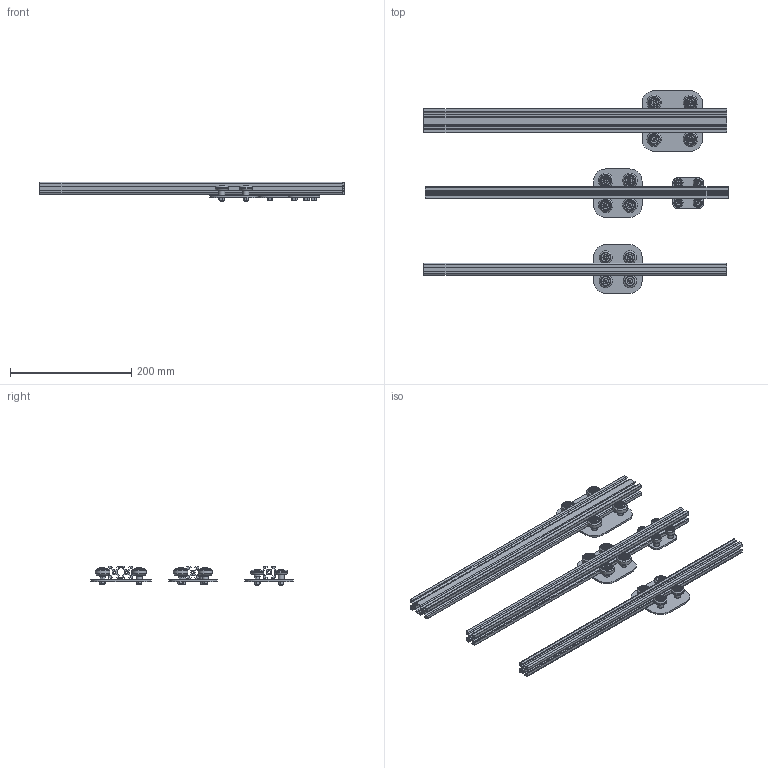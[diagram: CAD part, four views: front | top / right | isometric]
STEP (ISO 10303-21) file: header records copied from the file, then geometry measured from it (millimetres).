
FILE_DESCRIPTION(/* description */ (''),/* implementation_level */ '2;1');
FILE_NAME(/* name */ 'Gantry Assembly v6.step',/* time_stamp */ '2020-10-14T00:29:53+07:00',/* author */ (''),/* organization */ (''),/* preprocessor_version */ 'ST-DEVELOPER v18.1',/* originating_system */ 'Autodesk Translation Framework v9.3.0.1241',/* authorisation */ '');
FILE_SCHEMA (('AUTOMOTIVE_DESIGN { 1 0 10303 214 3 1 1 }'));
Length unit declared in the file: millimetre
Products named in the file (56): Gantry Assembly; VSlot 2020 Gantry; Delrin Mini V Wheel_Straight 25mm (1) (1); Openbuilds POM B Type (1); Delrin Mini V Wheel_Straight 25mm (1) (1)_1; Openbuilds POM B Type (1)_1; Delrin Mini V Wheel_Eccentric 25mm; Openbuilds POM B Type (1)_2; Delrin Mini V Wheel_Eccentric 25mm_1; Openbuilds POM B Type (1)_3; VSlot 2040 Gantry; Delrin Mini V Wheel_Straight 25mm (1) (1)_2; Openbuilds POM B Type (1)_4; Delrin Mini V Wheel_Eccentric 25mm_2; Openbuilds POM B Type (1)_5; Delrin Mini V Wheel_Straight 25mm (1) (1)_3; Openbuilds POM B Type (1)_6; Delrin Mini V Wheel_Eccentric 25mm_3; Openbuilds POM B Type (1)_7; Solid V Wheel (1) (1); Ball Bearing 5 x 16 x 5 (2) (1); Precision Shim 10 x 5 x 1 (1) (1); Ball Bearing 5 x 16 x 5 (1) (1) (1); VSlot 2020 Gantry With Wheel A; Delrin Mini V Wheel_Straight 25mm A; Openbuilds POM A Type; Delrin Mini V Wheel_Straight 25mm A_1; Aluminum Spacer 6mm (1) (1) (1); Openbuilds POM A Type_1; Delrin Mini V Wheel_Eccentric 25mm A; Openbuilds POM A Type_2; Delrin Mini V Wheel_Eccentric 25mm A_1; Openbuilds POM A Type_3; Delrin Mini V Wheel (1); Ball Bearing 5 x 10 x 4.2; Ball Bearing 5 x 10 x 4.2 (2); Precision Shim 8 x 5 x 1; VSlot 2020 500mm; VSlot 2040; Profile 2020 ...
Assembly tree (157 placements, depth 5):
  Gantry Assembly
    VSlot 2020 Gantry
      Delrin Mini V Wheel_Straight 25mm (1) (1)
        Nylon Insert Lock Nut M5 (1) (1)
        Aluminum Spacer 6mm (1) (1) (1)
        Precision Shim 8 x 5 x 1 (1) (1)
        Openbuilds POM B Type (1)
          Solid V Wheel (1) (1)
          Ball Bearing 5 x 16 x 5 (2) (1)
          Precision Shim 10 x 5 x 1 (1) (1)
          Ball Bearing 5 x 16 x 5 (1) (1) (1)
        Low profile screw M5 (1) (1) (1)
      Delrin Mini V Wheel_Straight 25mm (1) (1)_1
        Nylon Insert Lock Nut M5 (1) (1)
        Aluminum Spacer 6mm (1) (1) (1)
        Precision Shim 8 x 5 x 1 (1) (1)
        Openbuilds POM B Type (1)_1
          Solid V Wheel (1) (1)
          Ball Bearing 5 x 16 x 5 (2) (1)
          Precision Shim 10 x 5 x 1 (1) (1)
          Ball Bearing 5 x 16 x 5 (1) (1) (1)
        Low profile screw M5 (1) (1) (1)
      Delrin Mini V Wheel_Eccentric 25mm
        Mini Eccentric Spacer 6mm
        Nylon Insert Lock Nut M5 (1) (1)
        Openbuilds POM B Type (1)_2
          Solid V Wheel (1) (1)
          Ball Bearing 5 x 16 x 5 (2) (1)
          Precision Shim 10 x 5 x 1 (1) (1)
          Ball Bearing 5 x 16 x 5 (1) (1) (1)
        Precision Shim 8 x 5 x 1 (1) (1)
        Low profile screw M5 (1) (1) (1)
      Delrin Mini V Wheel_Eccentric 25mm_1
        Mini Eccentric Spacer 6mm
        Nylon Insert Lock Nut M5 (1) (1)
        Openbuilds POM B Type (1)_3
          Solid V Wheel (1) (1)
          Ball Bearing 5 x 16 x 5 (2) (1)
          Precision Shim 10 x 5 x 1 (1) (1)
          Ball Bearing 5 x 16 x 5 (1) (1) (1)
        Precision Shim 8 x 5 x 1 (1) (1)
        Low profile screw M5 (1) (1) (1)
    VSlot 2040 Gantry
      Delrin Mini V Wheel_Straight 25mm (1) (1)_2
        Nylon Insert Lock Nut M5 (1) (1)
        Aluminum Spacer 6mm (1) (1) (1)
        Precision Shim 8 x 5 x 1 (1) (1)
        Openbuilds POM B Type (1)_4
          Solid V Wheel (1) (1)
          Ball Bearing 5 x 16 x 5 (2) (1)
          Precision Shim 10 x 5 x 1 (1) (1)
          Ball Bearing 5 x 16 x 5 (1) (1) (1)
        Low profile screw M5 (1) (1) (1)
      Delrin Mini V Wheel_Eccentric 25mm_2
        Mini Eccentric Spacer 6mm
        Nylon Insert Lock Nut M5 (1) (1)
        Openbuilds POM B Type (1)_5
          Solid V Wheel (1) (1)
          Ball Bearing 5 x 16 x 5 (2) (1)
          Precision Shim 10 x 5 x 1 (1) (1)
Bounding box: 502 x 334.2 x 32.51 mm (x, y, z)
Volume: 452309.4 mm3; surface area: 430168 mm2
Topology: 133 solids, 133 shells, 1772 faces, 3638 edges, 2332 vertices
Faces by surface type: plane 944, cylinder 428, cone 344, torus 56
Full cylindrical faces by diameter (mm): 4.2 x3, 4.25 x16, 5 x97, 5.1 x18, 5.3 x16, 6.2 x16, 7.11 x8, 7.3 x8, 7.8 x4, 8 x24, 8.6 x32, 8.64 x4, 9.2 x16, 10 x34, 13.6 x32, 14 x8, 14.7 x4, 15.23 x4, 16 x36, 21.5 x4, 23.9 x8
Entity records: 16726 total; most frequent: DIRECTION 2872, CARTESIAN_POINT 2781, ORIENTED_EDGE 2402, EDGE_CURVE 1201, AXIS2_PLACEMENT_3D 1006, LINE 860, VECTOR 860, VERTEX_POINT 789
